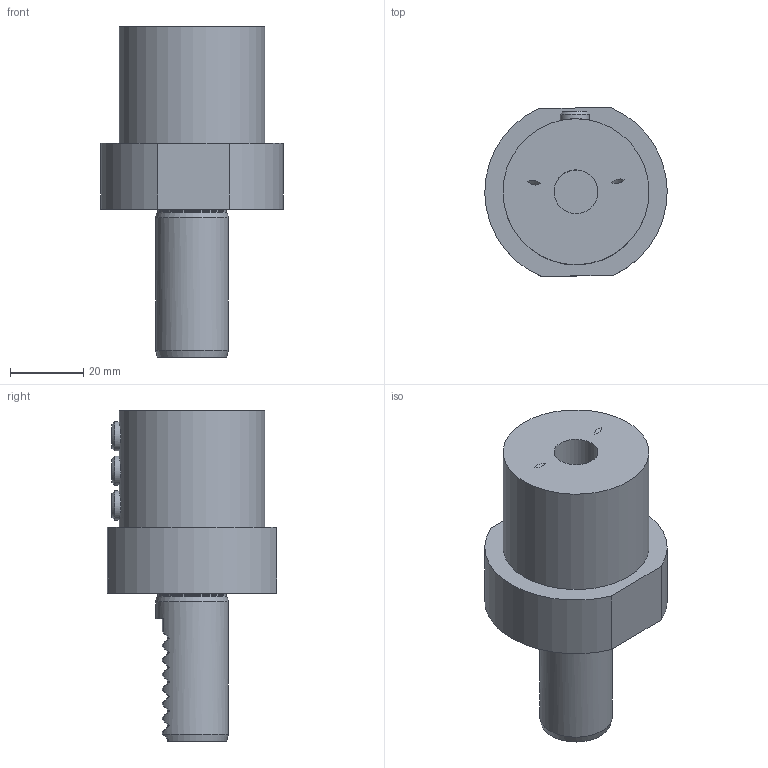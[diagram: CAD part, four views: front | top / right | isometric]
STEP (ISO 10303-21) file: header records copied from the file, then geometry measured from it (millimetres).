
FILE_DESCRIPTION(/* description */ (''),/* implementation_level */ '2;1');
FILE_NAME(/* name */ 'W1100019A.stp',/* time_stamp */ '2009-04-07T09:47:53+02:00',/* author */ (''),/* organization */ (''),/* preprocessor_version */ 'ST-DEVELOPER v11',/* originating_system */ 'UGS - NX 5.0',/* authorisation */ '');
FILE_SCHEMA (('AUTOMOTIVE_DESIGN { 1 0 10303 214 0 1 1 1 }'));
Length unit declared in the file: millimetre
Products named in the file (1): thumA1B3aggy
Bounding box: 49.99 x 46.32 x 90.6 mm (x, y, z)
Volume: 80705.7 mm3; surface area: 15560.7 mm2
Topology: 1 solids, 1 shells, 106 faces, 265 edges, 175 vertices
Faces by surface type: plane 62, cylinder 23, cone 11, extrusion 7, torus 3
Full cylindrical faces by diameter (mm): 8 x3, 10 x1, 12 x1, 15 x1, 19.1 x1, 20 x1, 40 x1
Entity records: 3418 total; most frequent: CARTESIAN_POINT 948, DIRECTION 514, ORIENTED_EDGE 472, EDGE_CURVE 236, AXIS2_PLACEMENT_3D 198, VERTEX_POINT 167, EDGE_LOOP 140, VECTOR 118
